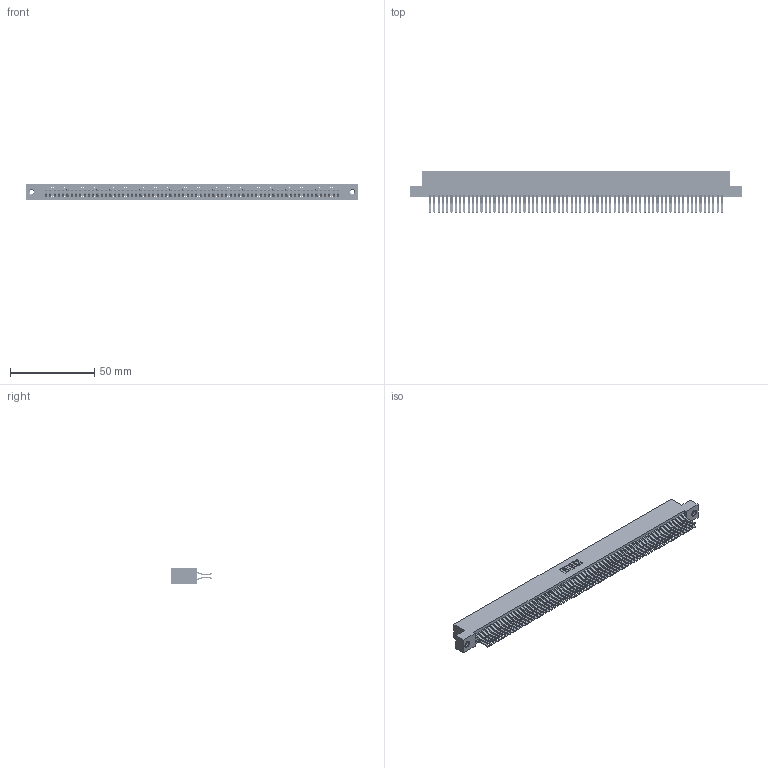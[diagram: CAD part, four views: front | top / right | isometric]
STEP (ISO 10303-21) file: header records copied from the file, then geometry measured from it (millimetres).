
FILE_DESCRIPTION (( 'STEP AP203' ), '1' );
FILE_NAME ('395-138-560-207.STEP', '2018-12-05T18:35:29', ( '' ), ( '' ), 'SwSTEP 2.0', 'SolidWorks 2016', '' );
FILE_SCHEMA (( 'CONFIG_CONTROL_DESIGN' ));
Length unit declared in the file: inch
Products named in the file (4): 345-250-001_345-250-005-103; 395-138-560-207; 345-292-001_560 Tail; 345 Part_Flush Mounting Lugs - 0.156 Dia-TI
Assembly tree (141 placements, depth 2):
  395-138-560-207
    345 Part_Flush Mounting Lugs - 0.156 Dia-TI
    345-292-001_560 Tail  x138
    345-250-001_345-250-005-103  x2
Bounding box: 196.47 x 24.45 x 9.4 mm (x, y, z)
Volume: 20226.8 mm3; surface area: 32775.9 mm2
Topology: 141 solids, 141 shells, 7362 faces, 21867 edges, 14386 vertices
Faces by surface type: plane 4666, cylinder 2680, cone 12, torus 4
Entity records: 51778 total; most frequent: CARTESIAN_POINT 8635, ORIENTED_EDGE 8562, DIRECTION 7611, EDGE_CURVE 4281, LINE 3849, VECTOR 3849, VERTEX_POINT 2848, AXIS2_PLACEMENT_3D 1881
